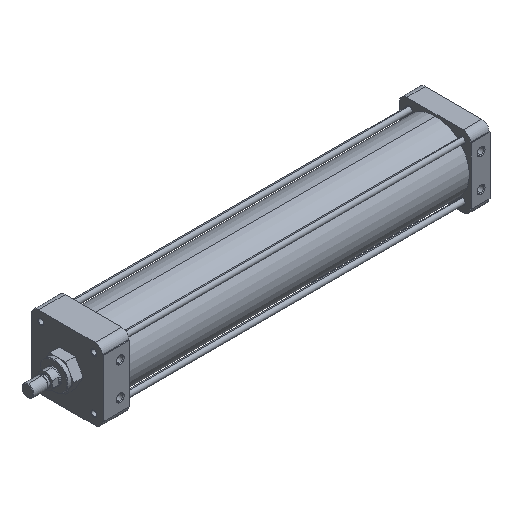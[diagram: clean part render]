
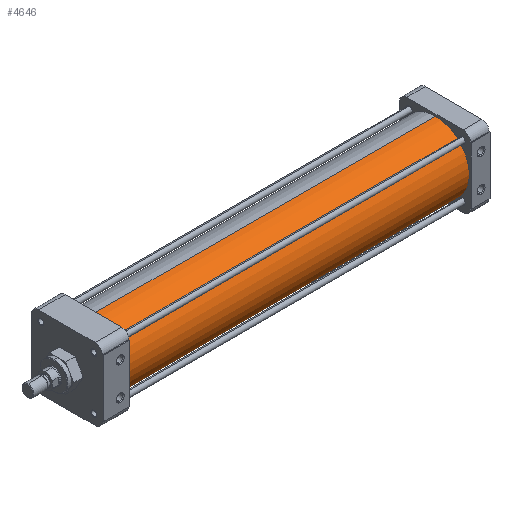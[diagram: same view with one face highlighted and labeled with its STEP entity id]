
A CAD part, isometric view. The second image highlights one B-rep face of the part: STEP entity #4646.
In plain terms, the highlighted cylindrical face has radius 53.975 mm (diameter 107.95 mm), a partial arc.
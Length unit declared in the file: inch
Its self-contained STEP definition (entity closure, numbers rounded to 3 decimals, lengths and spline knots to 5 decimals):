
#107 = CARTESIAN_POINT ( 'NONE',  ( 23.076, 0., -2.125 ) ) ;
#218 = EDGE_CURVE ( 'NONE', #7895, #9103, #7077, .T. ) ;
#800 = DIRECTION ( 'NONE',  ( 1., 0., 0. ) ) ;
#992 = LINE ( 'NONE', #107, #6288 ) ;
#1487 = VERTEX_POINT ( 'NONE', #13419 ) ;
#1681 = AXIS2_PLACEMENT_3D ( 'NONE', #12231, #5400, #13387 ) ;
#2388 = DIRECTION ( 'NONE',  ( 1., 0., 0. ) ) ;
#2776 = CARTESIAN_POINT ( 'NONE',  ( 1.67, 0., 2.125 ) ) ;
#2882 = CARTESIAN_POINT ( 'NONE',  ( 23.076, 0., 0. ) ) ;
#4646 = ADVANCED_FACE ( 'NONE', ( #7403 ), #8996, .T. ) ;
#4987 = CARTESIAN_POINT ( 'NONE',  ( 23.076, 0., 0. ) ) ;
#5400 = DIRECTION ( 'NONE',  ( 1., 0., 0. ) ) ;
#6130 = DIRECTION ( 'NONE',  ( 0., 0., -1. ) ) ;
#6288 = VECTOR ( 'NONE', #2388, 39.37008 ) ;
#6868 = LINE ( 'NONE', #14438, #12572 ) ;
#7077 = CIRCLE ( 'NONE', #1681, 2.125 ) ;
#7221 = EDGE_CURVE ( 'NONE', #8597, #1487, #13835, .T. ) ;
#7403 = FACE_OUTER_BOUND ( 'NONE', #9974, .T. ) ;
#7472 = DIRECTION ( 'NONE',  ( 0., 0., -1. ) ) ;
#7895 = VERTEX_POINT ( 'NONE', #2776 ) ;
#8580 = DIRECTION ( 'NONE',  ( 1., 0., 0. ) ) ;
#8597 = VERTEX_POINT ( 'NONE', #9395 ) ;
#8988 = AXIS2_PLACEMENT_3D ( 'NONE', #4987, #12971, #6130 ) ;
#8996 = CYLINDRICAL_SURFACE ( 'NONE', #13485, 2.125 ) ;
#9025 = CARTESIAN_POINT ( 'NONE',  ( 1.67, 0., -2.125 ) ) ;
#9103 = VERTEX_POINT ( 'NONE', #9025 ) ;
#9395 = CARTESIAN_POINT ( 'NONE',  ( 23.076, 0., -2.125 ) ) ;
#9853 = ORIENTED_EDGE ( 'NONE', *, *, #11346, .T. ) ;
#9974 = EDGE_LOOP ( 'NONE', ( #10709, #11856, #9853, #11104 ) ) ;
#10709 = ORIENTED_EDGE ( 'NONE', *, *, #12871, .F. ) ;
#11104 = ORIENTED_EDGE ( 'NONE', *, *, #7221, .T. ) ;
#11346 = EDGE_CURVE ( 'NONE', #9103, #8597, #992, .T. ) ;
#11856 = ORIENTED_EDGE ( 'NONE', *, *, #218, .T. ) ;
#12231 = CARTESIAN_POINT ( 'NONE',  ( 1.67, 0., 0. ) ) ;
#12572 = VECTOR ( 'NONE', #800, 39.37008 ) ;
#12871 = EDGE_CURVE ( 'NONE', #7895, #1487, #6868, .T. ) ;
#12971 = DIRECTION ( 'NONE',  ( -1., 0., 0. ) ) ;
#13387 = DIRECTION ( 'NONE',  ( 0., 0., -1. ) ) ;
#13419 = CARTESIAN_POINT ( 'NONE',  ( 23.076, 0., 2.125 ) ) ;
#13485 = AXIS2_PLACEMENT_3D ( 'NONE', #2882, #8580, #7472 ) ;
#13835 = CIRCLE ( 'NONE', #8988, 2.125 ) ;
#14438 = CARTESIAN_POINT ( 'NONE',  ( 23.076, 0., 2.125 ) ) ;
